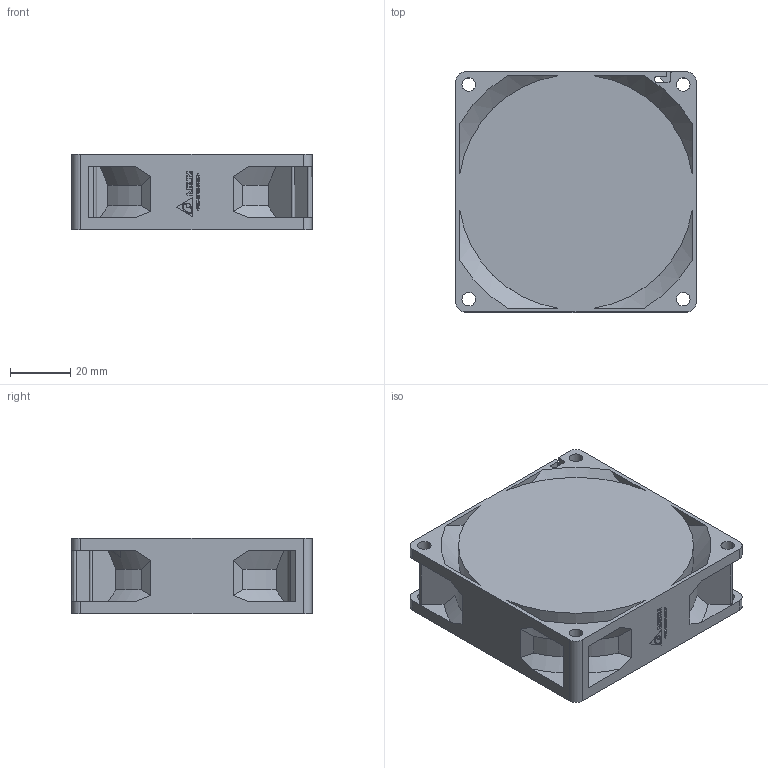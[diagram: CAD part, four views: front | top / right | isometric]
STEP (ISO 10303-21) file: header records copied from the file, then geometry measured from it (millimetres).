
FILE_DESCRIPTION((''),'2;1');
FILE_NAME('4102152000_20190715_5_1_1','2021-03-11T10:46:06',('WILLIAM.QH.CHEN'),(''),'CREO PARAMETRIC BY PTC INC, 2017110','CREO PARAMETRIC BY PTC INC, 2017110','');
FILE_SCHEMA(('CONFIG_CONTROL_DESIGN'));
Length unit declared in the file: millimetre
Products named in the file (1): 4102152000_20190715_5_1_1
Bounding box: 80 x 80.4 x 25 mm (x, y, z)
Volume: 132224.7 mm3; surface area: 29735 mm2
Topology: 1 solids, 2 shells, 882 faces, 2502 edges, 1674 vertices
Faces by surface type: plane 653, cylinder 148, bspline 36, cone 33, extrusion 5, torus 5, sphere 2
Entity records: 33795 total; most frequent: CARTESIAN_POINT 11004, ORIENTED_EDGE 5000, DIRECTION 4304, EDGE_CURVE 2500, VECTOR 1908, LINE 1903, VERTEX_POINT 1674, AXIS2_PLACEMENT_3D 1198
